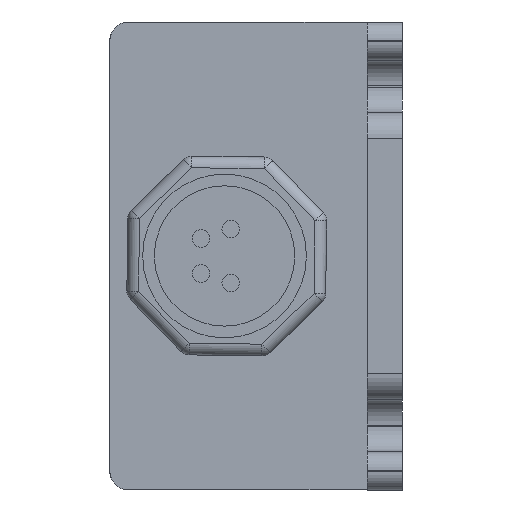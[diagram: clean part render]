
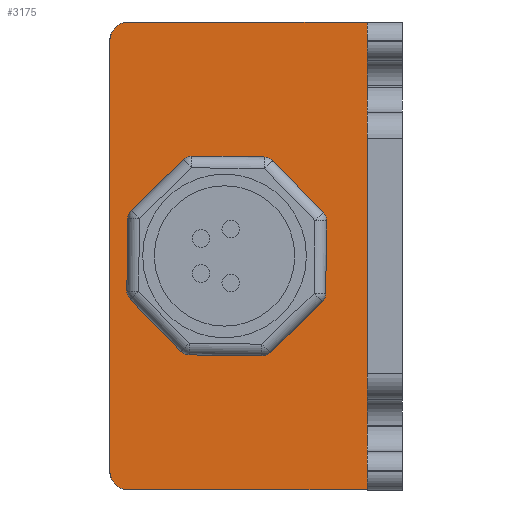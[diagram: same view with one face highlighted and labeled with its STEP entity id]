
A CAD part, left-side view. The second image highlights one B-rep face of the part: STEP entity #3175.
In plain terms, the highlighted planar face has unit normal (-1, 0, 0).
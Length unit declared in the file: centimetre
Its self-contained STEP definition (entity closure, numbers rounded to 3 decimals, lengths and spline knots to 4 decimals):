
#86=PLANE('',#4330);
#128=VECTOR('',#3398,1.);
#129=VECTOR('',#3400,1.);
#130=VECTOR('',#3402,1.);
#131=VECTOR('',#3404,1.);
#132=VECTOR('',#3448,1.);
#133=VECTOR('',#3450,1.);
#134=VECTOR('',#3452,1.);
#135=VECTOR('',#3454,1.);
#163=VECTOR('',#3492,1.);
#198=VECTOR('',#3547,1.);
#213=VECTOR('',#3595,1.);
#276=VECTOR('',#3767,1.);
#279=VECTOR('',#3771,1.);
#281=VECTOR('',#3775,1.);
#369=LINE('',#4563,#128);
#370=LINE('',#4565,#129);
#371=LINE('',#4567,#130);
#372=LINE('',#4569,#131);
#373=LINE('',#4607,#132);
#374=LINE('',#4609,#133);
#375=LINE('',#4611,#134);
#376=LINE('',#4613,#135);
#404=LINE('',#4688,#163);
#439=LINE('',#4786,#198);
#454=LINE('',#4843,#213);
#517=LINE('',#5031,#276);
#520=LINE('',#5037,#279);
#522=LINE('',#5041,#281);
#671=VERTEX_POINT('',#4443);
#672=VERTEX_POINT('',#4444);
#676=VERTEX_POINT('',#4456);
#677=VERTEX_POINT('',#4457);
#681=VERTEX_POINT('',#4472);
#682=VERTEX_POINT('',#4473);
#686=VERTEX_POINT('',#4485);
#687=VERTEX_POINT('',#4486);
#691=VERTEX_POINT('',#4501);
#692=VERTEX_POINT('',#4502);
#696=VERTEX_POINT('',#4514);
#697=VERTEX_POINT('',#4515);
#701=VERTEX_POINT('',#4530);
#702=VERTEX_POINT('',#4531);
#706=VERTEX_POINT('',#4543);
#707=VERTEX_POINT('',#4544);
#759=VERTEX_POINT('',#4687);
#760=VERTEX_POINT('',#4689);
#805=VERTEX_POINT('',#4772);
#806=VERTEX_POINT('',#4773);
#811=VERTEX_POINT('',#4787);
#836=VERTEX_POINT('',#4844);
#899=VERTEX_POINT('',#5030);
#900=VERTEX_POINT('',#5032);
#986=CIRCLE('',#4108,0.1);
#990=CIRCLE('',#4114,0.1);
#994=CIRCLE('',#4121,0.1);
#998=CIRCLE('',#4127,0.1);
#1002=CIRCLE('',#4134,0.1);
#1006=CIRCLE('',#4140,0.1);
#1010=CIRCLE('',#4147,0.1);
#1014=CIRCLE('',#4153,0.1);
#1032=CIRCLE('',#4205,0.16);
#1035=CIRCLE('',#4211,0.16);
#1166=EDGE_CURVE('',#671,#672,#986,.F.);
#1172=EDGE_CURVE('',#676,#677,#990,.F.);
#1180=EDGE_CURVE('',#681,#682,#994,.F.);
#1186=EDGE_CURVE('',#686,#687,#998,.F.);
#1194=EDGE_CURVE('',#691,#692,#1002,.F.);
#1200=EDGE_CURVE('',#696,#697,#1006,.F.);
#1208=EDGE_CURVE('',#701,#702,#1010,.F.);
#1214=EDGE_CURVE('',#706,#707,#1014,.F.);
#1227=EDGE_CURVE('',#671,#677,#369,.T.);
#1228=EDGE_CURVE('',#676,#687,#370,.T.);
#1229=EDGE_CURVE('',#686,#697,#371,.T.);
#1230=EDGE_CURVE('',#696,#707,#372,.T.);
#1243=EDGE_CURVE('',#701,#692,#373,.T.);
#1244=EDGE_CURVE('',#691,#682,#374,.T.);
#1245=EDGE_CURVE('',#681,#672,#375,.T.);
#1246=EDGE_CURVE('',#706,#702,#376,.T.);
#1289=EDGE_CURVE('',#759,#760,#404,.T.);
#1339=EDGE_CURVE('',#805,#806,#1032,.T.);
#1346=EDGE_CURVE('',#806,#811,#439,.T.);
#1352=EDGE_CURVE('',#811,#759,#1035,.T.);
#1379=EDGE_CURVE('',#760,#836,#454,.T.);
#1479=EDGE_CURVE('',#900,#899,#517,.T.);
#1482=EDGE_CURVE('',#899,#836,#520,.T.);
#1537=EDGE_CURVE('',#900,#805,#522,.T.);
#2264=ORIENTED_EDGE('',*,*,#1208,.F.);
#2265=ORIENTED_EDGE('',*,*,#1243,.T.);
#2266=ORIENTED_EDGE('',*,*,#1194,.F.);
#2267=ORIENTED_EDGE('',*,*,#1244,.T.);
#2268=ORIENTED_EDGE('',*,*,#1180,.F.);
#2269=ORIENTED_EDGE('',*,*,#1245,.T.);
#2270=ORIENTED_EDGE('',*,*,#1166,.F.);
#2271=ORIENTED_EDGE('',*,*,#1227,.T.);
#2272=ORIENTED_EDGE('',*,*,#1172,.F.);
#2273=ORIENTED_EDGE('',*,*,#1228,.T.);
#2274=ORIENTED_EDGE('',*,*,#1186,.F.);
#2275=ORIENTED_EDGE('',*,*,#1229,.T.);
#2276=ORIENTED_EDGE('',*,*,#1200,.F.);
#2277=ORIENTED_EDGE('',*,*,#1230,.T.);
#2278=ORIENTED_EDGE('',*,*,#1214,.F.);
#2279=ORIENTED_EDGE('',*,*,#1246,.T.);
#2280=ORIENTED_EDGE('',*,*,#1339,.F.);
#2281=ORIENTED_EDGE('',*,*,#1537,.F.);
#2282=ORIENTED_EDGE('',*,*,#1479,.T.);
#2283=ORIENTED_EDGE('',*,*,#1482,.T.);
#2284=ORIENTED_EDGE('',*,*,#1379,.F.);
#2285=ORIENTED_EDGE('',*,*,#1289,.F.);
#2286=ORIENTED_EDGE('',*,*,#1352,.F.);
#2287=ORIENTED_EDGE('',*,*,#1346,.F.);
#2763=EDGE_LOOP('',(#2264,#2265,#2266,#2267,#2268,#2269,#2270,#2271,#2272,
#2273,#2274,#2275,#2276,#2277,#2278,#2279));
#2764=EDGE_LOOP('',(#2280,#2281,#2282,#2283,#2284,#2285,#2286,#2287));
#2978=FACE_BOUND('',#2763,.T.);
#2979=FACE_BOUND('',#2764,.T.);
#3175=ADVANCED_FACE('',(#2978,#2979),#86,.F.);
#3263=DIRECTION('',(1.,0.,0.));
#3264=DIRECTION('',(0.,0.092,0.039));
#3277=DIRECTION('',(1.,0.,0.));
#3278=DIRECTION('',(0.,0.037,0.093));
#3295=DIRECTION('',(1.,0.,0.));
#3296=DIRECTION('',(0.,0.093,-0.037));
#3309=DIRECTION('',(1.,0.,0.));
#3310=DIRECTION('',(0.,-0.039,0.092));
#3327=DIRECTION('',(1.,0.,0.));
#3328=DIRECTION('',(0.,0.039,-0.092));
#3341=DIRECTION('',(1.,0.,0.));
#3342=DIRECTION('',(0.,-0.093,0.037));
#3359=DIRECTION('',(1.,0.,0.));
#3360=DIRECTION('',(0.,-0.037,-0.093));
#3373=DIRECTION('',(1.,0.,0.));
#3374=DIRECTION('',(0.,-0.092,-0.039));
#3398=DIRECTION('',(0.,-0.716,0.698));
#3400=DIRECTION('',(0.,-1.,-0.013));
#3402=DIRECTION('',(0.,-0.698,-0.716));
#3404=DIRECTION('',(0.,0.013,-1.));
#3448=DIRECTION('',(0.,1.,0.013));
#3450=DIRECTION('',(0.,0.698,0.716));
#3452=DIRECTION('',(0.,-0.013,1.));
#3454=DIRECTION('',(0.,0.716,-0.698));
#3492=DIRECTION('',(0.,-1.,0.));
#3535=DIRECTION('',(1.,0.,0.));
#3536=DIRECTION('',(0.,0.113,-0.113));
#3547=DIRECTION('',(0.,0.,1.));
#3553=DIRECTION('',(1.,0.,0.));
#3554=DIRECTION('',(0.,0.113,0.113));
#3595=DIRECTION('',(0.,0.,-1.));
#3767=DIRECTION('',(0.,0.,1.));
#3771=DIRECTION('',(0.,-1.,0.));
#3775=DIRECTION('',(0.,1.,0.));
#3860=DIRECTION('',(1.,0.,0.));
#4108=AXIS2_PLACEMENT_3D('',#4442,#3263,#3264);
#4114=AXIS2_PLACEMENT_3D('',#4455,#3277,#3278);
#4121=AXIS2_PLACEMENT_3D('',#4471,#3295,#3296);
#4127=AXIS2_PLACEMENT_3D('',#4484,#3309,#3310);
#4134=AXIS2_PLACEMENT_3D('',#4500,#3327,#3328);
#4140=AXIS2_PLACEMENT_3D('',#4513,#3341,#3342);
#4147=AXIS2_PLACEMENT_3D('',#4529,#3359,#3360);
#4153=AXIS2_PLACEMENT_3D('',#4542,#3373,#3374);
#4205=AXIS2_PLACEMENT_3D('',#4771,#3535,#3536);
#4211=AXIS2_PLACEMENT_3D('',#4795,#3553,#3554);
#4330=AXIS2_PLACEMENT_3D('',#5126,#3860,$);
#4442=CARTESIAN_POINT('',(-0.5,2.2459,0.3204));
#4443=CARTESIAN_POINT('',(-0.5,2.3157,0.3921));
#4444=CARTESIAN_POINT('',(-0.5,2.3459,0.3217));
#4455=CARTESIAN_POINT('',(-0.5,1.8008,0.754));
#4456=CARTESIAN_POINT('',(-0.5,1.7995,0.854));
#4457=CARTESIAN_POINT('',(-0.5,1.8706,0.8256));
#4471=CARTESIAN_POINT('',(-0.5,2.254,-0.3008));
#4472=CARTESIAN_POINT('',(-0.5,2.354,-0.2995));
#4473=CARTESIAN_POINT('',(-0.5,2.3256,-0.3706));
#4484=CARTESIAN_POINT('',(-0.5,1.1796,0.7459));
#4485=CARTESIAN_POINT('',(-0.5,1.1079,0.8157));
#4486=CARTESIAN_POINT('',(-0.5,1.1783,0.8459));
#4500=CARTESIAN_POINT('',(-0.5,1.8204,-0.7459));
#4501=CARTESIAN_POINT('',(-0.5,1.8921,-0.8157));
#4502=CARTESIAN_POINT('',(-0.5,1.8217,-0.8459));
#4513=CARTESIAN_POINT('',(-0.5,0.746,0.3008));
#4514=CARTESIAN_POINT('',(-0.5,0.646,0.2995));
#4515=CARTESIAN_POINT('',(-0.5,0.6744,0.3706));
#4529=CARTESIAN_POINT('',(-0.5,1.1992,-0.754));
#4530=CARTESIAN_POINT('',(-0.5,1.2005,-0.854));
#4531=CARTESIAN_POINT('',(-0.5,1.1294,-0.8256));
#4542=CARTESIAN_POINT('',(-0.5,0.7541,-0.3204));
#4543=CARTESIAN_POINT('',(-0.5,0.6843,-0.3921));
#4544=CARTESIAN_POINT('',(-0.5,0.6541,-0.3217));
#4563=CARTESIAN_POINT('',(-0.5,2.0288,0.6715));
#4565=CARTESIAN_POINT('',(-0.5,1.3637,0.8483));
#4567=CARTESIAN_POINT('',(-0.5,0.8302,0.5306));
#4569=CARTESIAN_POINT('',(-0.5,0.6501,-0.0094));
#4607=CARTESIAN_POINT('',(-0.5,1.3859,-0.8516));
#4609=CARTESIAN_POINT('',(-0.5,2.0479,-0.6557));
#4611=CARTESIAN_POINT('',(-0.5,2.3499,0.0128));
#4613=CARTESIAN_POINT('',(-0.5,0.8426,-0.5462));
#4687=CARTESIAN_POINT('',(-0.5,2.3391,2.));
#4688=CARTESIAN_POINT('',(-0.5,2.4991,2.));
#4689=CARTESIAN_POINT('',(-0.5,0.,2.));
#4771=CARTESIAN_POINT('',(-0.5,2.3391,-1.8397));
#4772=CARTESIAN_POINT('',(-0.5,2.3391,-1.9997));
#4773=CARTESIAN_POINT('',(-0.5,2.4991,-1.8397));
#4786=CARTESIAN_POINT('',(-0.5,2.4991,-1.9997));
#4787=CARTESIAN_POINT('',(-0.5,2.4991,1.84));
#4795=CARTESIAN_POINT('',(-0.5,2.3391,1.84));
#4843=CARTESIAN_POINT('',(-0.5,0.,2.));
#4844=CARTESIAN_POINT('',(-0.5,0.,1.9992));
#5030=CARTESIAN_POINT('',(-0.5,0.3,1.9992));
#5031=CARTESIAN_POINT('',(-0.5,0.3,-0.0003));
#5032=CARTESIAN_POINT('',(-0.5,0.3,-1.9997));
#5037=CARTESIAN_POINT('',(-0.5,0.6998,1.9992));
#5041=CARTESIAN_POINT('',(-0.5,0.,-1.9997));
#5126=CARTESIAN_POINT('',(-0.5,1.2495,0.0002));
